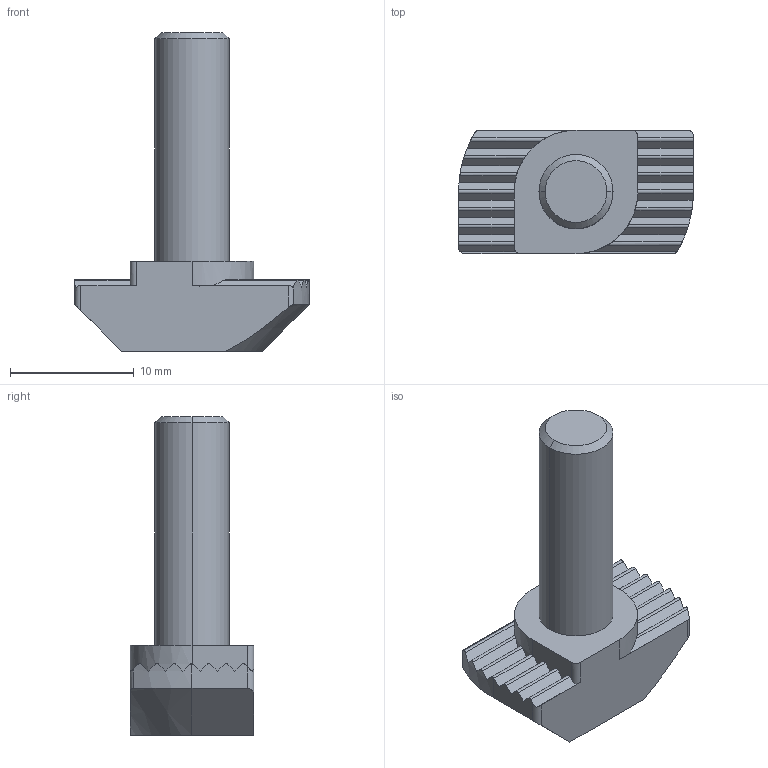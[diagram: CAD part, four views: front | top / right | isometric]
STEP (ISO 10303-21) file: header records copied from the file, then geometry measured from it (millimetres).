
FILE_DESCRIPTION (( 'STEP AP214' ), '1' );
FILE_NAME ('096hk1015m0620.STEP', '2014-08-18T13:47:35', ( '' ), ( '' ), 'SwSTEP 2.0', 'SolidWorks 2014', '' );
FILE_SCHEMA (( 'AUTOMOTIVE_DESIGN' ));
Length unit declared in the file: millimetre
Products named in the file (1): 096hk1015m0620
Bounding box: 19 x 10 x 25.81 mm (x, y, z)
Volume: 1535.7 mm3; surface area: 1055.7 mm2
Topology: 1 solids, 1 shells, 87 faces, 242 edges, 157 vertices
Faces by surface type: plane 55, cylinder 26, cone 6
Entity records: 2826 total; most frequent: CARTESIAN_POINT 709, ORIENTED_EDGE 480, DIRECTION 390, EDGE_CURVE 240, VERTEX_POINT 157, VECTOR 138, LINE 138, AXIS2_PLACEMENT_3D 126
